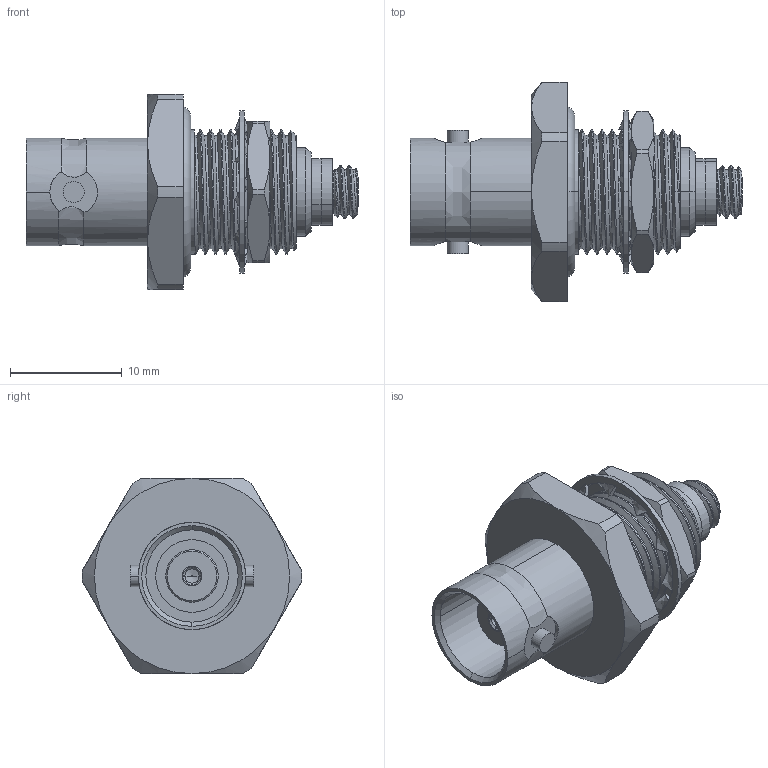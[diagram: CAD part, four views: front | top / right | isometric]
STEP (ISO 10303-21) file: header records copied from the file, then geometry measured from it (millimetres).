
FILE_DESCRIPTION (( 'STEP AP214' ), '1' );
FILE_NAME ('SM2406_3D.step', '2024-06-28T18:53:00', ( '' ), ( '' ), 'SwSTEP 2.0', 'SolidWorks 2022', '' );
FILE_SCHEMA (( 'AUTOMOTIVE_DESIGN' ));
Length unit declared in the file: inch
Products named in the file (1): SM2406_3D
Bounding box: 29.72 x 19.67 x 17.48 mm (x, y, z)
Volume: 2411.7 mm3; surface area: 2833.4 mm2
Topology: 5 solids, 5 shells, 262 faces, 718 edges, 479 vertices
Faces by surface type: cylinder 98, plane 65, bspline 51, cone 44, torus 4
Entity records: 13877 total; most frequent: CARTESIAN_POINT 7574, ORIENTED_EDGE 1436, DIRECTION 1125, EDGE_CURVE 718, VERTEX_POINT 479, AXIS2_PLACEMENT_3D 437, EDGE_LOOP 283, FACE_OUTER_BOUND 262
